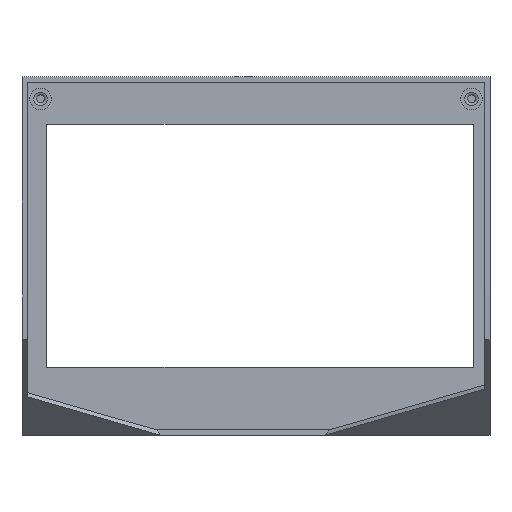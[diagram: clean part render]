
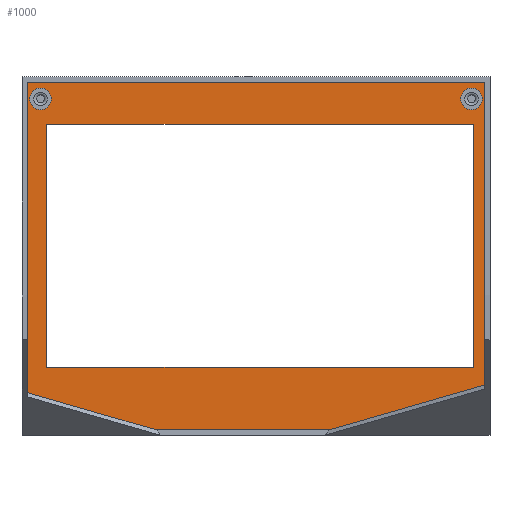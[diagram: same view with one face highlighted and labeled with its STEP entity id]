
A CAD part, front view. The second image highlights one B-rep face of the part: STEP entity #1000.
In plain terms, the highlighted planar face has unit normal (0, -1, 0).
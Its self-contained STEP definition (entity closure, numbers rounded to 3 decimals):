
#51=CIRCLE('',#1095,4.);
#52=CIRCLE('',#1097,4.);
#53=CIRCLE('',#1098,4.);
#54=CIRCLE('',#1099,4.);
#66=FACE_BOUND('',#178,.T.);
#67=FACE_BOUND('',#179,.T.);
#68=FACE_BOUND('',#180,.T.);
#69=FACE_BOUND('',#181,.T.);
#70=FACE_BOUND('',#182,.T.);
#114=FACE_OUTER_BOUND('',#177,.T.);
#177=EDGE_LOOP('',(#831,#832,#833,#834));
#178=EDGE_LOOP('',(#835));
#179=EDGE_LOOP('',(#836));
#180=EDGE_LOOP('',(#837,#838,#839,#840));
#181=EDGE_LOOP('',(#841));
#182=EDGE_LOOP('',(#842));
#213=LINE('',#1424,#321);
#224=LINE('',#1447,#332);
#285=LINE('',#1618,#393);
#286=LINE('',#1620,#394);
#288=LINE('',#1632,#396);
#289=LINE('',#1634,#397);
#290=LINE('',#1636,#398);
#291=LINE('',#1637,#399);
#321=VECTOR('',#1137,10.);
#332=VECTOR('',#1154,10.);
#393=VECTOR('',#1325,10.);
#394=VECTOR('',#1328,10.);
#396=VECTOR('',#1340,10.);
#397=VECTOR('',#1341,10.);
#398=VECTOR('',#1342,10.);
#399=VECTOR('',#1343,10.);
#427=VERTEX_POINT('',#1421);
#428=VERTEX_POINT('',#1423);
#436=VERTEX_POINT('',#1444);
#437=VERTEX_POINT('',#1446);
#493=VERTEX_POINT('',#1622);
#494=VERTEX_POINT('',#1626);
#495=VERTEX_POINT('',#1628);
#496=VERTEX_POINT('',#1630);
#497=VERTEX_POINT('',#1631);
#498=VERTEX_POINT('',#1633);
#499=VERTEX_POINT('',#1635);
#500=VERTEX_POINT('',#1638);
#519=EDGE_CURVE('',#428,#427,#213,.T.);
#530=EDGE_CURVE('',#437,#436,#224,.T.);
#615=EDGE_CURVE('',#436,#428,#285,.T.);
#616=EDGE_CURVE('',#427,#437,#286,.T.);
#618=EDGE_CURVE('',#493,#493,#51,.T.);
#619=EDGE_CURVE('',#494,#494,#52,.T.);
#620=EDGE_CURVE('',#495,#495,#53,.T.);
#621=EDGE_CURVE('',#496,#497,#288,.T.);
#622=EDGE_CURVE('',#498,#496,#289,.T.);
#623=EDGE_CURVE('',#499,#498,#290,.T.);
#624=EDGE_CURVE('',#497,#499,#291,.T.);
#625=EDGE_CURVE('',#500,#500,#54,.T.);
#831=ORIENTED_EDGE('',*,*,#530,.T.);
#832=ORIENTED_EDGE('',*,*,#615,.T.);
#833=ORIENTED_EDGE('',*,*,#519,.T.);
#834=ORIENTED_EDGE('',*,*,#616,.T.);
#835=ORIENTED_EDGE('',*,*,#619,.T.);
#836=ORIENTED_EDGE('',*,*,#620,.T.);
#837=ORIENTED_EDGE('',*,*,#621,.F.);
#838=ORIENTED_EDGE('',*,*,#622,.F.);
#839=ORIENTED_EDGE('',*,*,#623,.F.);
#840=ORIENTED_EDGE('',*,*,#624,.F.);
#841=ORIENTED_EDGE('',*,*,#625,.T.);
#842=ORIENTED_EDGE('',*,*,#618,.T.);
#947=PLANE('',#1096);
#1000=ADVANCED_FACE('',(#114,#66,#67,#68,#69,#70),#947,.F.);
#1095=AXIS2_PLACEMENT_3D('',#1624,#1332,#1333);
#1096=AXIS2_PLACEMENT_3D('',#1625,#1334,#1335);
#1097=AXIS2_PLACEMENT_3D('',#1627,#1336,#1337);
#1098=AXIS2_PLACEMENT_3D('',#1629,#1338,#1339);
#1099=AXIS2_PLACEMENT_3D('',#1639,#1344,#1345);
#1137=DIRECTION('',(0.,0.,1.));
#1154=DIRECTION('',(0.,0.,-1.));
#1325=DIRECTION('',(1.,0.,0.));
#1328=DIRECTION('',(-1.,0.,0.));
#1332=DIRECTION('center_axis',(0.,1.,0.));
#1333=DIRECTION('ref_axis',(1.,0.,0.));
#1334=DIRECTION('center_axis',(0.,1.,0.));
#1335=DIRECTION('ref_axis',(1.,0.,0.));
#1336=DIRECTION('center_axis',(0.,1.,0.));
#1337=DIRECTION('ref_axis',(1.,0.,0.));
#1338=DIRECTION('center_axis',(0.,1.,0.));
#1339=DIRECTION('ref_axis',(1.,0.,0.));
#1340=DIRECTION('',(0.,0.,-1.));
#1341=DIRECTION('',(-1.,0.,0.));
#1342=DIRECTION('',(0.,0.,1.));
#1343=DIRECTION('',(1.,0.,0.));
#1344=DIRECTION('center_axis',(0.,1.,0.));
#1345=DIRECTION('ref_axis',(1.,0.,0.));
#1421=CARTESIAN_POINT('',(83.6,0.,63.6));
#1423=CARTESIAN_POINT('',(83.6,0.,-63.6));
#1424=CARTESIAN_POINT('',(83.6,0.,31.8));
#1444=CARTESIAN_POINT('',(-83.6,0.,-63.6));
#1446=CARTESIAN_POINT('',(-83.6,0.,63.6));
#1447=CARTESIAN_POINT('',(-83.6,0.,-31.8));
#1618=CARTESIAN_POINT('',(41.8,0.,-63.6));
#1620=CARTESIAN_POINT('',(-41.8,0.,63.6));
#1622=CARTESIAN_POINT('',(74.825,0.,57.45));
#1624=CARTESIAN_POINT('Origin',(78.825,0.,57.45));
#1625=CARTESIAN_POINT('Origin',(0.,0.,0.));
#1626=CARTESIAN_POINT('',(74.825,0.,-57.45));
#1627=CARTESIAN_POINT('Origin',(78.825,0.,-57.45));
#1628=CARTESIAN_POINT('',(-82.825,0.,-57.45));
#1629=CARTESIAN_POINT('Origin',(-78.825,0.,-57.45));
#1630=CARTESIAN_POINT('',(-76.5,0.,48.25));
#1631=CARTESIAN_POINT('',(-76.5,0.,-40.75));
#1632=CARTESIAN_POINT('',(-76.5,0.,48.25));
#1633=CARTESIAN_POINT('',(79.5,0.,48.25));
#1634=CARTESIAN_POINT('',(-76.5,0.,48.25));
#1635=CARTESIAN_POINT('',(79.5,0.,-40.75));
#1636=CARTESIAN_POINT('',(79.5,0.,-40.75));
#1637=CARTESIAN_POINT('',(-76.5,0.,-40.75));
#1638=CARTESIAN_POINT('',(-82.825,0.,57.45));
#1639=CARTESIAN_POINT('Origin',(-78.825,0.,57.45));
